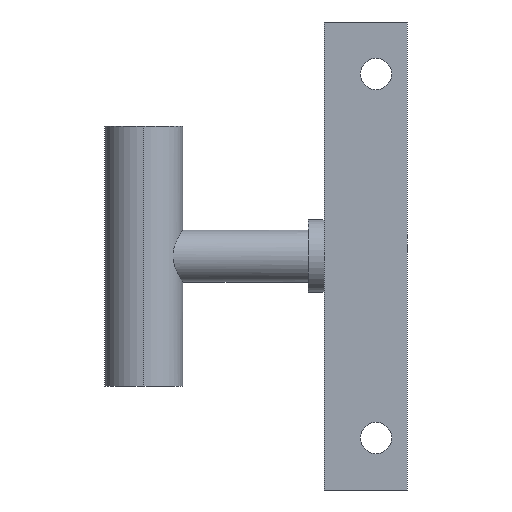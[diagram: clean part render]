
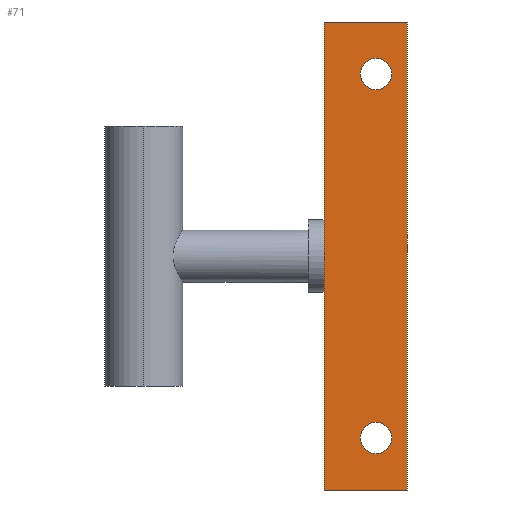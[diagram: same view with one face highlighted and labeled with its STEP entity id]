
A CAD part, left-side view. The second image highlights one B-rep face of the part: STEP entity #71.
In plain terms, the highlighted planar face has unit normal (-1, 0, 0).
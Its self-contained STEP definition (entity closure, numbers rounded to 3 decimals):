
#19 = LINE ( 'NONE', #957, #972 ) ;
#31 = DIRECTION ( 'NONE',  ( 0., 0., -1. ) ) ;
#40 = EDGE_LOOP ( 'NONE', ( #504, #776 ) ) ;
#51 = VERTEX_POINT ( 'NONE', #1169 ) ;
#71 = ADVANCED_FACE ( 'NONE', ( #526, #290, #1067 ), #591, .F. ) ;
#86 = DIRECTION ( 'NONE',  ( -1., 0., 0. ) ) ;
#91 = CARTESIAN_POINT ( 'NONE',  ( -1., 0., 90. ) ) ;
#96 = LINE ( 'NONE', #657, #1158 ) ;
#111 = CIRCLE ( 'NONE', #625, 3. ) ;
#121 = VERTEX_POINT ( 'NONE', #638 ) ;
#136 = EDGE_LOOP ( 'NONE', ( #795, #515 ) ) ;
#140 = CARTESIAN_POINT ( 'NONE',  ( -1., 6., 10. ) ) ;
#148 = CIRCLE ( 'NONE', #1147, 3. ) ;
#153 = ORIENTED_EDGE ( 'NONE', *, *, #395, .T. ) ;
#166 = VERTEX_POINT ( 'NONE', #91 ) ;
#169 = VERTEX_POINT ( 'NONE', #798 ) ;
#178 = DIRECTION ( 'NONE',  ( 0., 0., 1. ) ) ;
#215 = DIRECTION ( 'NONE',  ( 0., -1., 0. ) ) ;
#230 = CARTESIAN_POINT ( 'NONE',  ( -1., 6., 80. ) ) ;
#248 = LINE ( 'NONE', #342, #610 ) ;
#258 = CARTESIAN_POINT ( 'NONE',  ( -1., 0., 0. ) ) ;
#280 = CARTESIAN_POINT ( 'NONE',  ( -1., 6., 13. ) ) ;
#290 = FACE_BOUND ( 'NONE', #136, .T. ) ;
#305 = CARTESIAN_POINT ( 'NONE',  ( -1., 16., 90. ) ) ;
#308 = ORIENTED_EDGE ( 'NONE', *, *, #885, .F. ) ;
#342 = CARTESIAN_POINT ( 'NONE',  ( -1., 16., 90. ) ) ;
#350 = EDGE_LOOP ( 'NONE', ( #399, #308, #1078, #581, #153 ) ) ;
#395 = EDGE_CURVE ( 'NONE', #51, #169, #96, .T. ) ;
#399 = ORIENTED_EDGE ( 'NONE', *, *, #1183, .T. ) ;
#410 = VECTOR ( 'NONE', #612, 1000. ) ;
#426 = CARTESIAN_POINT ( 'NONE',  ( -1., 0., 90. ) ) ;
#448 = EDGE_CURVE ( 'NONE', #976, #121, #1146, .T. ) ;
#462 = VERTEX_POINT ( 'NONE', #843 ) ;
#469 = DIRECTION ( 'NONE',  ( -1., 0., 0. ) ) ;
#504 = ORIENTED_EDGE ( 'NONE', *, *, #578, .F. ) ;
#505 = DIRECTION ( 'NONE',  ( 0., -1., 0. ) ) ;
#507 = VERTEX_POINT ( 'NONE', #305 ) ;
#515 = ORIENTED_EDGE ( 'NONE', *, *, #815, .F. ) ;
#523 = LINE ( 'NONE', #970, #733 ) ;
#526 = FACE_BOUND ( 'NONE', #40, .T. ) ;
#533 = CARTESIAN_POINT ( 'NONE',  ( -1., 6., 80. ) ) ;
#548 = DIRECTION ( 'NONE',  ( -1., 0., 0. ) ) ;
#578 = EDGE_CURVE ( 'NONE', #1173, #462, #111, .T. ) ;
#581 = ORIENTED_EDGE ( 'NONE', *, *, #594, .T. ) ;
#591 = PLANE ( 'NONE',  #897 ) ;
#594 = EDGE_CURVE ( 'NONE', #507, #51, #248, .T. ) ;
#610 = VECTOR ( 'NONE', #31, 1000. ) ;
#612 = DIRECTION ( 'NONE',  ( 0., 0., -1. ) ) ;
#625 = AXIS2_PLACEMENT_3D ( 'NONE', #230, #1165, #953 ) ;
#638 = CARTESIAN_POINT ( 'NONE',  ( -1., 6., 7. ) ) ;
#647 = CARTESIAN_POINT ( 'NONE',  ( -1., 6., 10. ) ) ;
#657 = CARTESIAN_POINT ( 'NONE',  ( -1., 16., 90. ) ) ;
#687 = EDGE_CURVE ( 'NONE', #507, #166, #523, .T. ) ;
#691 = DIRECTION ( 'NONE',  ( 1., 0., 0. ) ) ;
#732 = DIRECTION ( 'NONE',  ( 0., 0., -1. ) ) ;
#733 = VECTOR ( 'NONE', #505, 1000. ) ;
#743 = EDGE_CURVE ( 'NONE', #462, #1173, #148, .T. ) ;
#767 = AXIS2_PLACEMENT_3D ( 'NONE', #647, #86, #178 ) ;
#776 = ORIENTED_EDGE ( 'NONE', *, *, #743, .F. ) ;
#786 = DIRECTION ( 'NONE',  ( 0., 0., -1. ) ) ;
#795 = ORIENTED_EDGE ( 'NONE', *, *, #448, .F. ) ;
#798 = CARTESIAN_POINT ( 'NONE',  ( -1., 16., 0. ) ) ;
#815 = EDGE_CURVE ( 'NONE', #121, #976, #947, .T. ) ;
#825 = DIRECTION ( 'NONE',  ( 0., 0., 1. ) ) ;
#843 = CARTESIAN_POINT ( 'NONE',  ( -1., 6., 77. ) ) ;
#885 = EDGE_CURVE ( 'NONE', #166, #905, #1170, .T. ) ;
#897 = AXIS2_PLACEMENT_3D ( 'NONE', #426, #691, #786 ) ;
#905 = VERTEX_POINT ( 'NONE', #258 ) ;
#947 = CIRCLE ( 'NONE', #1044, 3. ) ;
#953 = DIRECTION ( 'NONE',  ( 0., 0., 1. ) ) ;
#957 = CARTESIAN_POINT ( 'NONE',  ( -1., 0., 0. ) ) ;
#970 = CARTESIAN_POINT ( 'NONE',  ( -1., 0., 90. ) ) ;
#972 = VECTOR ( 'NONE', #215, 1000. ) ;
#976 = VERTEX_POINT ( 'NONE', #280 ) ;
#1031 = CARTESIAN_POINT ( 'NONE',  ( -1., 6., 83. ) ) ;
#1044 = AXIS2_PLACEMENT_3D ( 'NONE', #140, #469, #1154 ) ;
#1067 = FACE_OUTER_BOUND ( 'NONE', #350, .T. ) ;
#1078 = ORIENTED_EDGE ( 'NONE', *, *, #687, .F. ) ;
#1086 = CARTESIAN_POINT ( 'NONE',  ( -1., 0., 90. ) ) ;
#1146 = CIRCLE ( 'NONE', #767, 3. ) ;
#1147 = AXIS2_PLACEMENT_3D ( 'NONE', #533, #548, #825 ) ;
#1154 = DIRECTION ( 'NONE',  ( 0., 0., 1. ) ) ;
#1158 = VECTOR ( 'NONE', #732, 1000. ) ;
#1165 = DIRECTION ( 'NONE',  ( -1., 0., 0. ) ) ;
#1169 = CARTESIAN_POINT ( 'NONE',  ( -1., 16., 45. ) ) ;
#1170 = LINE ( 'NONE', #1086, #410 ) ;
#1173 = VERTEX_POINT ( 'NONE', #1031 ) ;
#1183 = EDGE_CURVE ( 'NONE', #169, #905, #19, .T. ) ;
